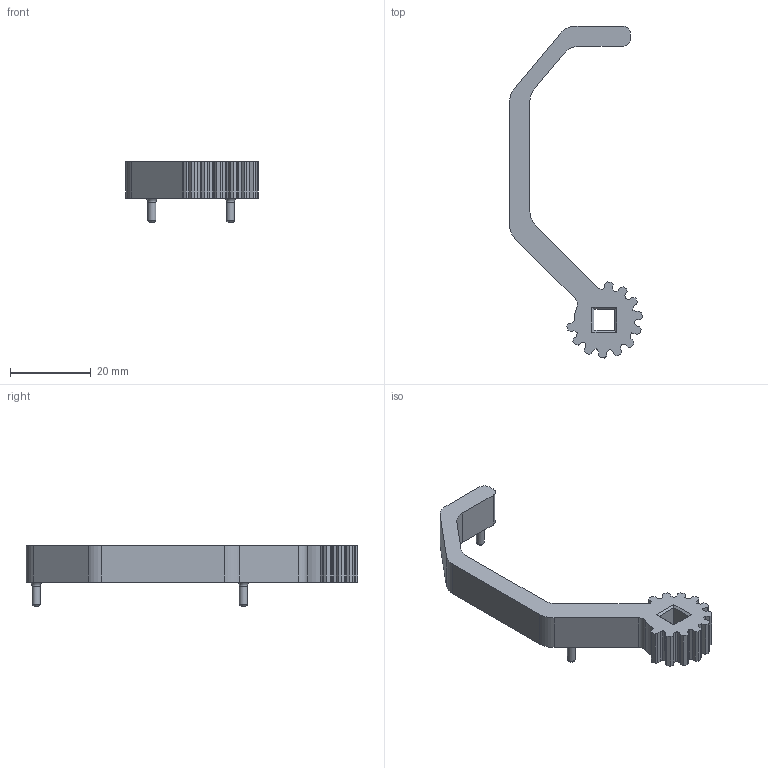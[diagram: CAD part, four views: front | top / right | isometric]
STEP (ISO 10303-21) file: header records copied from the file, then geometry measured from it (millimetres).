
FILE_DESCRIPTION(/* description */ (''),/* implementation_level */ '2;1');
FILE_NAME(/* name */ 'Gripper_Right.stp',/* time_stamp */ '2023-04-16T23:54:02-04:00',/* author */ (''),/* organization */ (''),/* preprocessor_version */ 'ST-DEVELOPER v18.102',/* originating_system */ 'SIEMENS PLM Software NX2206.6002',/* authorisation */ '');
FILE_SCHEMA (('AUTOMOTIVE_DESIGN { 1 0 10303 214 3 1 1 1 }'));
Length unit declared in the file: millimetre
Products named in the file (1): Gripper_Right
Bounding box: 32.92 x 82.45 x 15 mm (x, y, z)
Volume: 5892.2 mm3; surface area: 3867.8 mm2
Topology: 1 solids, 1 shells, 128 faces, 360 edges, 236 vertices
Faces by surface type: plane 101, cylinder 23, torus 2, bspline 2
Full cylindrical faces by diameter (mm): 2 x2
Entity records: 4122 total; most frequent: CARTESIAN_POINT 773, ORIENTED_EDGE 708, DIRECTION 658, EDGE_CURVE 354, LINE 304, VECTOR 304, VERTEX_POINT 236, AXIS2_PLACEMENT_3D 177
